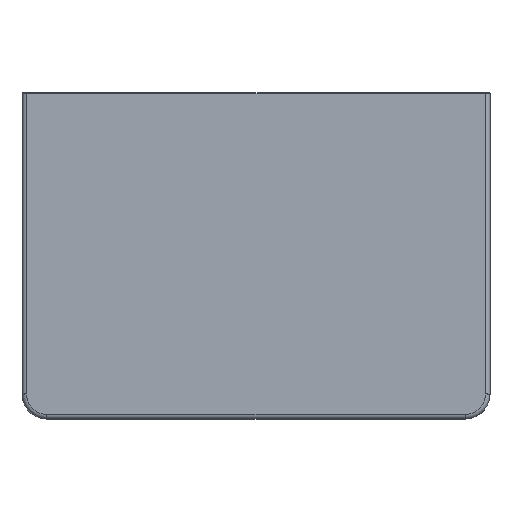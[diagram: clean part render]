
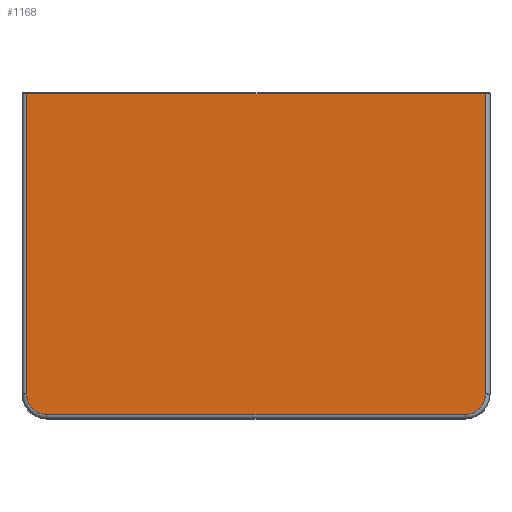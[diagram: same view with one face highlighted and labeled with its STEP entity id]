
A CAD part, top view. The second image highlights one B-rep face of the part: STEP entity #1168.
In plain terms, the highlighted planar face has unit normal (0, 0, 1).
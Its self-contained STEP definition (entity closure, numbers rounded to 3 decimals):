
#1008=CARTESIAN_POINT('',(14554.709,-689.089,1719.0));
#1009=VERTEX_POINT('',#1008);
#1041=CARTESIAN_POINT('',(14150.709,-689.089,1719.0));
#1042=VERTEX_POINT('',#1041);
#1049=CARTESIAN_POINT('',(14150.709,-689.089,1719.0));
#1050=DIRECTION('',(1.0,0.0,0.0));
#1051=VECTOR('',#1050,404.);
#1052=LINE('',#1049,#1051);
#1053=EDGE_CURVE('',#1042,#1009,#1052,.T.);
#1120=CARTESIAN_POINT('',(14352.709,-971.59,1719.0));
#1121=DIRECTION('',(0.0,0.0,1.0));
#1122=DIRECTION('',(1.0,0.0,0.0));
#1123=AXIS2_PLACEMENT_3D('',#1120,#1121,#1122);
#1124=PLANE('',#1123);
#1125=ORIENTED_EDGE('',*,*,#1053,.F.);
#1126=CARTESIAN_POINT('',(14150.709,-953.589,1719.0));
#1127=VERTEX_POINT('',#1126);
#1128=CARTESIAN_POINT('',(14150.709,-953.589,1719.0));
#1129=DIRECTION('',(0.0,1.0,0.0));
#1130=VECTOR('',#1129,264.5);
#1131=LINE('',#1128,#1130);
#1132=EDGE_CURVE('',#1127,#1042,#1131,.T.);
#1133=ORIENTED_EDGE('',*,*,#1132,.F.);
#1134=CARTESIAN_POINT('',(14168.709,-971.589,1719.0));
#1135=VERTEX_POINT('',#1134);
#1136=CARTESIAN_POINT('',(14168.709,-953.589,1719.0));
#1137=DIRECTION('',(0.0,0.0,-1.0));
#1138=DIRECTION('',(-1.0,0.,0.0));
#1139=AXIS2_PLACEMENT_3D('',#1136,#1137,#1138);
#1140=CIRCLE('',#1139,18.);
#1141=EDGE_CURVE('',#1135,#1127,#1140,.T.);
#1142=ORIENTED_EDGE('',*,*,#1141,.F.);
#1143=CARTESIAN_POINT('',(14536.709,-971.589,1719.0));
#1144=VERTEX_POINT('',#1143);
#1145=CARTESIAN_POINT('',(14536.709,-971.589,1719.0));
#1146=DIRECTION('',(-1.0,0.0,0.0));
#1147=VECTOR('',#1146,368.0);
#1148=LINE('',#1145,#1147);
#1149=EDGE_CURVE('',#1144,#1135,#1148,.T.);
#1150=ORIENTED_EDGE('',*,*,#1149,.F.);
#1151=CARTESIAN_POINT('',(14554.709,-953.589,1719.0));
#1152=VERTEX_POINT('',#1151);
#1153=CARTESIAN_POINT('',(14536.709,-953.589,1719.));
#1154=DIRECTION('',(0.,0.,-1.0));
#1155=DIRECTION('',(0.,-1.0,0.));
#1156=AXIS2_PLACEMENT_3D('',#1153,#1154,#1155);
#1157=CIRCLE('',#1156,18.);
#1158=EDGE_CURVE('',#1152,#1144,#1157,.T.);
#1159=ORIENTED_EDGE('',*,*,#1158,.F.);
#1160=CARTESIAN_POINT('',(14554.709,-689.089,1719.0));
#1161=DIRECTION('',(0.0,-1.0,0.0));
#1162=VECTOR('',#1161,264.5);
#1163=LINE('',#1160,#1162);
#1164=EDGE_CURVE('',#1009,#1152,#1163,.T.);
#1165=ORIENTED_EDGE('',*,*,#1164,.F.);
#1166=EDGE_LOOP('',(#1125,#1133,#1142,#1150,#1159,#1165));
#1167=FACE_OUTER_BOUND('',#1166,.T.);
#1168=ADVANCED_FACE('',(#1167),#1124,.T.);
